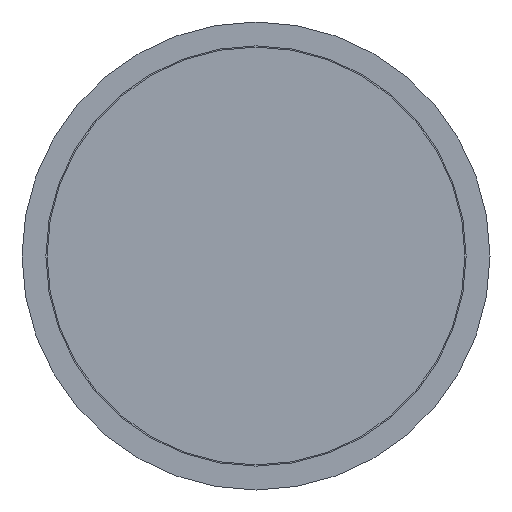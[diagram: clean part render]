
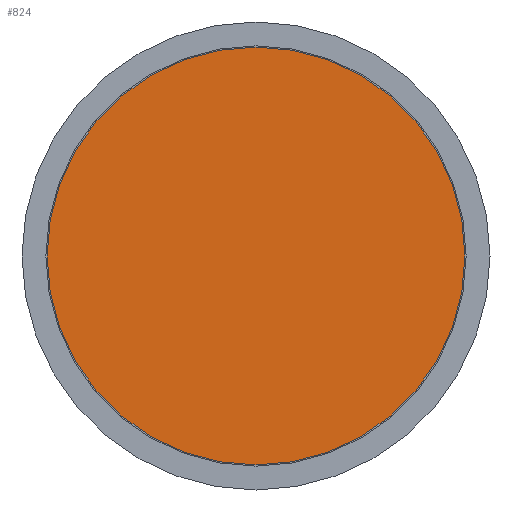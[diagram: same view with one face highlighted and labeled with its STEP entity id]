
A CAD part, front view. The second image highlights one B-rep face of the part: STEP entity #824.
In plain terms, the highlighted planar face has unit normal (0, -1, 0).
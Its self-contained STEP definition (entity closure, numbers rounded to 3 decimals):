
#154 = DIRECTION ( 'NONE',  ( 0., 0., -1. ) ) ;
#197 = DIRECTION ( 'NONE',  ( 0., 1., 0. ) ) ;
#282 = CARTESIAN_POINT ( 'NONE',  ( -43.75, 0., 0. ) ) ;
#331 = EDGE_LOOP ( 'NONE', ( #619 ) ) ;
#353 = CARTESIAN_POINT ( 'NONE',  ( 0., 0., -43.75 ) ) ;
#358 = FACE_OUTER_BOUND ( 'NONE', #331, .T. ) ;
#372 = PLANE ( 'NONE',  #477 ) ;
#394 = EDGE_CURVE ( 'NONE', #428, #428, #798, .T. ) ;
#428 = VERTEX_POINT ( 'NONE', #353 ) ;
#463 = CARTESIAN_POINT ( 'NONE',  ( 0., 0., 0. ) ) ;
#477 = AXIS2_PLACEMENT_3D ( 'NONE', #282, #197, #672 ) ;
#619 = ORIENTED_EDGE ( 'NONE', *, *, #394, .T. ) ;
#672 = DIRECTION ( 'NONE',  ( 0., 0., 1. ) ) ;
#700 = DIRECTION ( 'NONE',  ( 0., -1., 0. ) ) ;
#798 = CIRCLE ( 'NONE', #814, 43.75 ) ;
#814 = AXIS2_PLACEMENT_3D ( 'NONE', #463, #700, #154 ) ;
#824 = ADVANCED_FACE ( 'NONE', ( #358 ), #372, .F. ) ;
